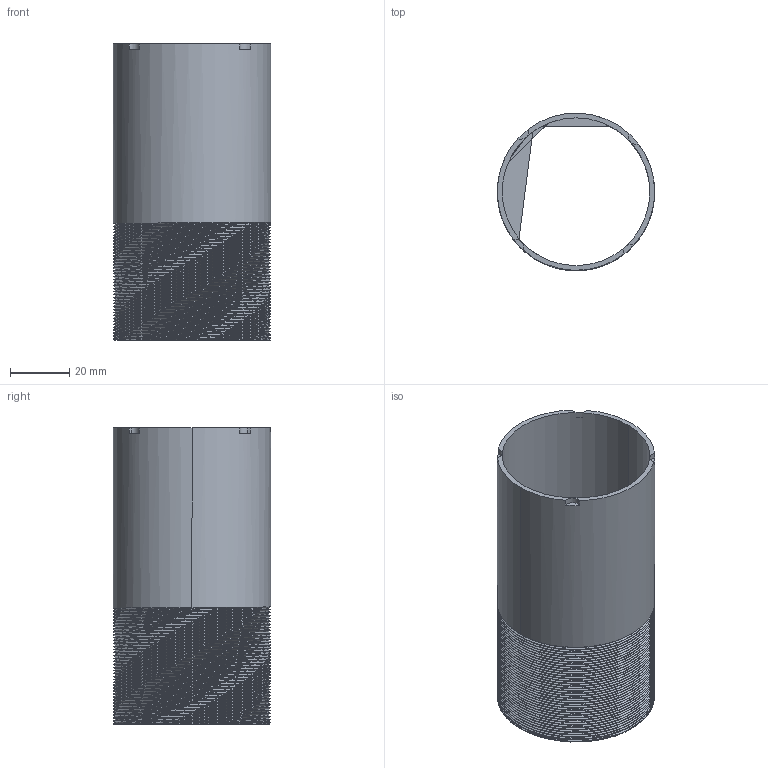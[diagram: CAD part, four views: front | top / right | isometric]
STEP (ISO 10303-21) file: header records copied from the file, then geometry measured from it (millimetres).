
FILE_DESCRIPTION (( 'STEP AP203' ), '1' );
FILE_NAME ('02_scope_mid_v3.step', '2020-08-13T11:36:52', ( '' ), ( '' ), 'SwSTEP 2.0', 'SolidWorks 2020', '' );
FILE_SCHEMA (( 'CONFIG_CONTROL_DESIGN' ));
Length unit declared in the file: millimetre
Products named in the file (1): 02_scope_mid_v3
Bounding box: 53 x 52.99 x 100 mm (x, y, z)
Volume: 23783.6 mm3; surface area: 36759.7 mm2
Topology: 1 solids, 1 shells, 98 faces, 286 edges, 190 vertices
Faces by surface type: cylinder 88, plane 7, bspline 3
Entity records: 9208 total; most frequent: CARTESIAN_POINT 6999, ORIENTED_EDGE 572, DIRECTION 342, EDGE_CURVE 286, VERTEX_POINT 190, AXIS2_PLACEMENT_3D 123, EDGE_LOOP 100, FACE_OUTER_BOUND 98
